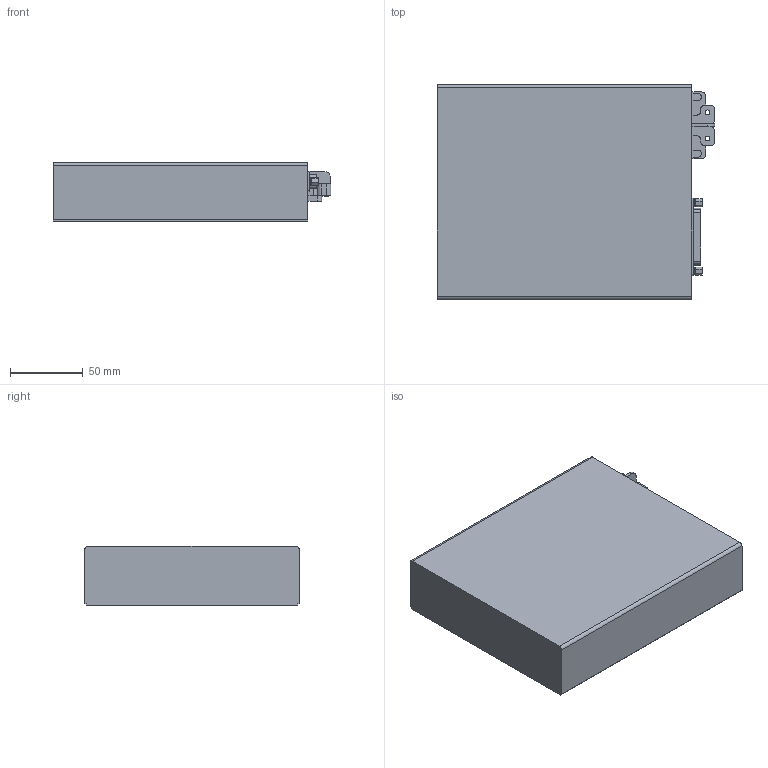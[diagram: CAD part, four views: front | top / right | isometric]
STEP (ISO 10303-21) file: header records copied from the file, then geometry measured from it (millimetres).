
FILE_DESCRIPTION(/* description */ ('Unknown'),/* implementation_level */ '2;1');
FILE_NAME(/* name */ 'M8186001',/* time_stamp */ '2020-05-09T22:39:01-04:00',/* author */ ('Unknown'),/* organization */ ('Unknown'),/* preprocessor_version */ 'ST-DEVELOPER v16.7',/* originating_system */ 'DEX',/* authorisation */ $);
FILE_SCHEMA (('CONFIG_CONTROL_DESIGN'));
Length unit declared in the file: millimetre
Products named in the file (7): M8186001; D-TYPE25P; P001-19; MS35338-134; NAS620C4
Assembly tree (7 placements, depth 3):
  M8186001
    M8186001
    D-TYPE25P
    P001-19  x2
      P001-19
      MS35338-134
      NAS620C4
Bounding box: 191 x 147.6 x 40.7 mm (x, y, z)
Volume: 1058656.4 mm3; surface area: 84941.2 mm2
Topology: 8 solids, 10 shells, 345 faces, 774 edges, 515 vertices
Faces by surface type: plane 162, cylinder 124, torus 50, cone 9
Full cylindrical faces by diameter (mm): 0.9 x50, 1.694 x4, 2.156 x2, 2.382 x2, 2.647 x7, 2.845 x2, 2.95 x2, 3 x4, 3.307 x2, 4.2 x7, 5.309 x2
Entity records: 10154 total; most frequent: DIRECTION 1466, CARTESIAN_POINT 1270, ORIENTED_EDGE 1036, AXIS2_PLACEMENT_3D 617, FACE_BOUND 545, EDGE_LOOP 536, EDGE_CURVE 518, VERTEX_POINT 421
